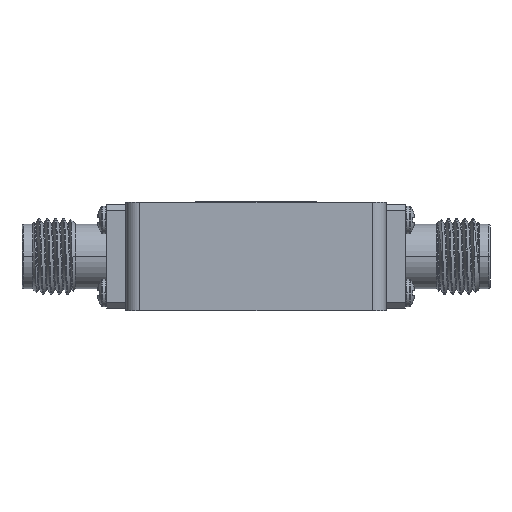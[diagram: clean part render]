
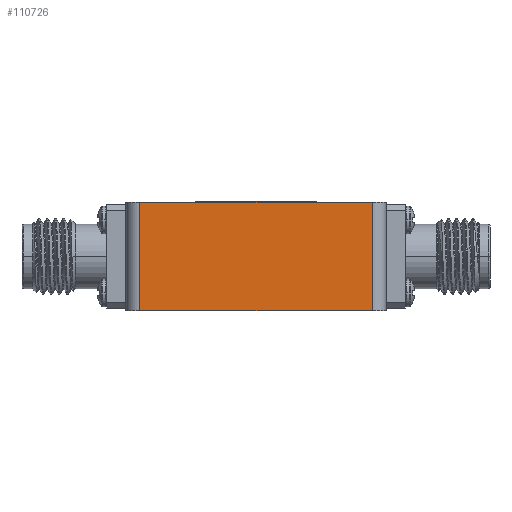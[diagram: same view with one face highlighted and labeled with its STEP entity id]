
A CAD part, left-side view. The second image highlights one B-rep face of the part: STEP entity #110726.
In plain terms, the highlighted planar face has unit normal (-1, 0, 0).
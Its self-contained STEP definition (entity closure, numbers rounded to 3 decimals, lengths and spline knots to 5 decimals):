
#1418 = EDGE_CURVE ( 'NONE', #26574, #102594, #72217, .T. ) ;
#2561 = CARTESIAN_POINT ( 'NONE',  ( -1.02362, 0.42244, -0.19685 ) ) ;
#8525 = CARTESIAN_POINT ( 'NONE',  ( -1.02362, -0.42244, 0.19685 ) ) ;
#11220 = DIRECTION ( 'NONE',  ( 0., -1., 0. ) ) ;
#15707 = AXIS2_PLACEMENT_3D ( 'NONE', #52550, #71169, #17067 ) ;
#17067 = DIRECTION ( 'NONE',  ( 0., 1., 0. ) ) ;
#20444 = VECTOR ( 'NONE', #62559, 39.37008 ) ;
#24144 = VECTOR ( 'NONE', #81823, 39.37008 ) ;
#24163 = EDGE_CURVE ( 'NONE', #102594, #34661, #108288, .T. ) ;
#26574 = VERTEX_POINT ( 'NONE', #2561 ) ;
#28198 = ORIENTED_EDGE ( 'NONE', *, *, #73549, .F. ) ;
#34661 = VERTEX_POINT ( 'NONE', #69312 ) ;
#35412 = VERTEX_POINT ( 'NONE', #58691 ) ;
#37405 = ORIENTED_EDGE ( 'NONE', *, *, #93894, .T. ) ;
#41905 = EDGE_LOOP ( 'NONE', ( #28198, #37405, #73008, #57302 ) ) ;
#52550 = CARTESIAN_POINT ( 'NONE',  ( -1.02362, -0.47244, 0.19685 ) ) ;
#53049 = LINE ( 'NONE', #96972, #112897 ) ;
#57302 = ORIENTED_EDGE ( 'NONE', *, *, #24163, .T. ) ;
#58691 = CARTESIAN_POINT ( 'NONE',  ( -1.02362, 0.42244, 0.19685 ) ) ;
#62134 = FACE_OUTER_BOUND ( 'NONE', #41905, .T. ) ;
#62559 = DIRECTION ( 'NONE',  ( 0., 0., 1. ) ) ;
#62638 = DIRECTION ( 'NONE',  ( 0., 0., -1. ) ) ;
#69312 = CARTESIAN_POINT ( 'NONE',  ( -1.02362, -0.42244, 0.19685 ) ) ;
#70651 = VECTOR ( 'NONE', #11220, 39.37008 ) ;
#71169 = DIRECTION ( 'NONE',  ( 1., 0., 0. ) ) ;
#72217 = LINE ( 'NONE', #108897, #24144 ) ;
#73008 = ORIENTED_EDGE ( 'NONE', *, *, #1418, .T. ) ;
#73549 = EDGE_CURVE ( 'NONE', #35412, #34661, #73724, .T. ) ;
#73724 = LINE ( 'NONE', #93533, #70651 ) ;
#81823 = DIRECTION ( 'NONE',  ( 0., -1., 0. ) ) ;
#86258 = CARTESIAN_POINT ( 'NONE',  ( -1.02362, -0.42244, -0.19685 ) ) ;
#93533 = CARTESIAN_POINT ( 'NONE',  ( -1.02362, -0.47244, 0.19685 ) ) ;
#93894 = EDGE_CURVE ( 'NONE', #35412, #26574, #53049, .T. ) ;
#96972 = CARTESIAN_POINT ( 'NONE',  ( -1.02362, 0.42244, 0.19685 ) ) ;
#98223 = PLANE ( 'NONE',  #15707 ) ;
#102594 = VERTEX_POINT ( 'NONE', #86258 ) ;
#108288 = LINE ( 'NONE', #8525, #20444 ) ;
#108897 = CARTESIAN_POINT ( 'NONE',  ( -1.02362, -0.47244, -0.19685 ) ) ;
#110726 = ADVANCED_FACE ( 'NONE', ( #62134 ), #98223, .F. ) ;
#112897 = VECTOR ( 'NONE', #62638, 39.37008 ) ;
